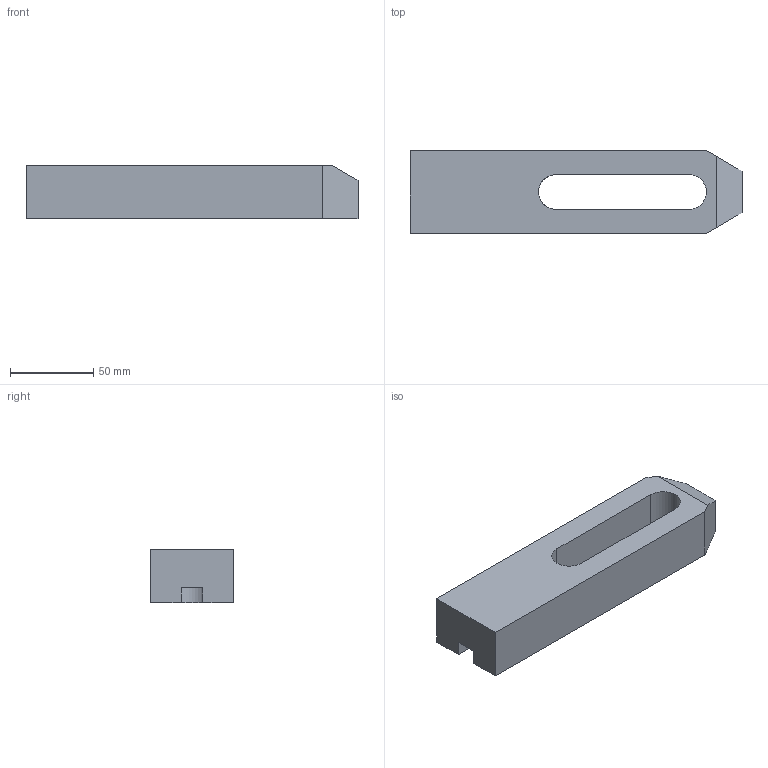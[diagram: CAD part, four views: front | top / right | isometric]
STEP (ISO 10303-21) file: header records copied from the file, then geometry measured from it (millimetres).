
FILE_DESCRIPTION( ( 'Unknown' ), '1' );
FILE_NAME( 'CP07-20200.stp', 'Unknown', ( 'Unknown' ), ( 'Unknown' ), 'XStep 1.0', 'Unknown', ' ' );
FILE_SCHEMA( ( 'CONFIG_CONTROL_DESIGN' ) );
Length unit declared in the file: millimetre
Products named in the file (1): 1
Bounding box: 200 x 50 x 32 mm (x, y, z)
Volume: 235170.4 mm3; surface area: 38938.9 mm2
Topology: 1 solids, 1 shells, 16 faces, 45 edges, 30 vertices
Faces by surface type: plane 14, cylinder 2
Entity records: 563 total; most frequent: CARTESIAN_POINT 92, ORIENTED_EDGE 90, DIRECTION 85, EDGE_CURVE 45, LINE 39, VECTOR 39, VERTEX_POINT 30, AXIS2_PLACEMENT_3D 23
